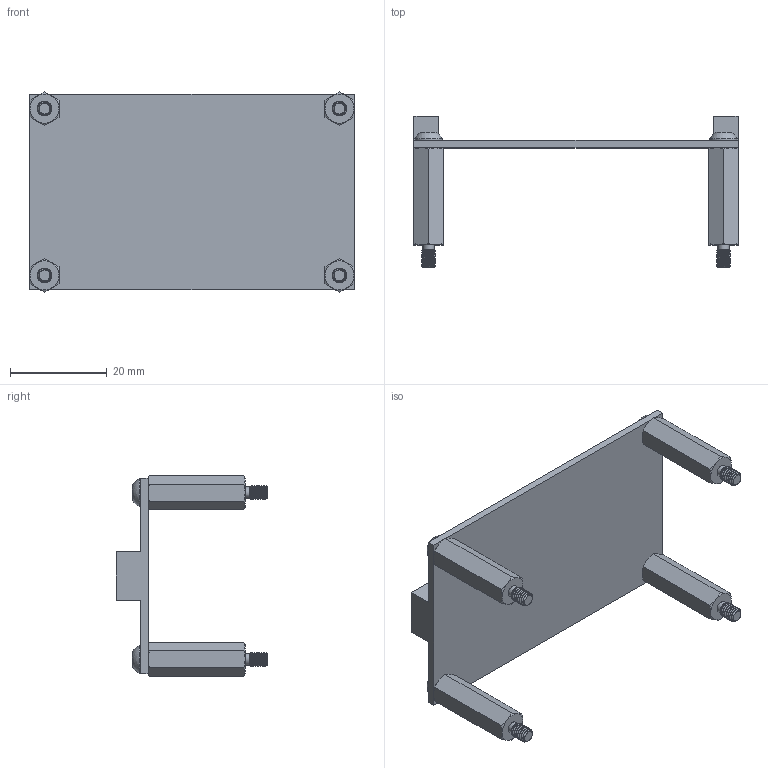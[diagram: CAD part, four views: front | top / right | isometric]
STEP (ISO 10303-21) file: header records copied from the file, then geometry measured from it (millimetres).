
FILE_DESCRIPTION(/* description */ (''),/* implementation_level */ '2;1');
FILE_NAME(/* name */ 'Boost converter w standoffs v2.step',/* time_stamp */ '2023-09-11T09:00:27+10:00',/* author */ (''),/* organization */ (''),/* preprocessor_version */ 'ST-DEVELOPER v20',/* originating_system */ 'Autodesk Translation Framework v12.9.0.99',/* authorisation */ '');
FILE_SCHEMA (('AUTOMOTIVE_DESIGN { 1 0 10303 214 3 1 1 }'));
Products named in the file (1): Boost converter w standoffs
Bounding box: 66.85 x 31.3 x 41.33 mm (x, y, z)
Volume: 7463.8 mm3; surface area: 9189 mm2
Topology: 9 solids, 9 shells, 462 faces, 1164 edges, 740 vertices
Faces by surface type: cylinder 232, cone 100, plane 98, bspline 28, sphere 4
Full cylindrical faces by diameter (mm): 2.345 x4, 2.35 x68, 3 x116, 5.7 x4
Entity records: 36229 total; most frequent: CARTESIAN_POINT 26539, ORIENTED_EDGE 2328, DIRECTION 1582, EDGE_CURVE 1164, VERTEX_POINT 740, AXIS2_PLACEMENT_3D 611, EDGE_LOOP 490, FACE_OUTER_BOUND 462
